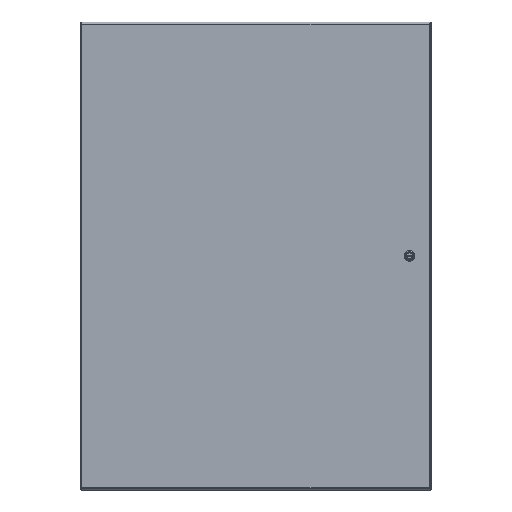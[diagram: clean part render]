
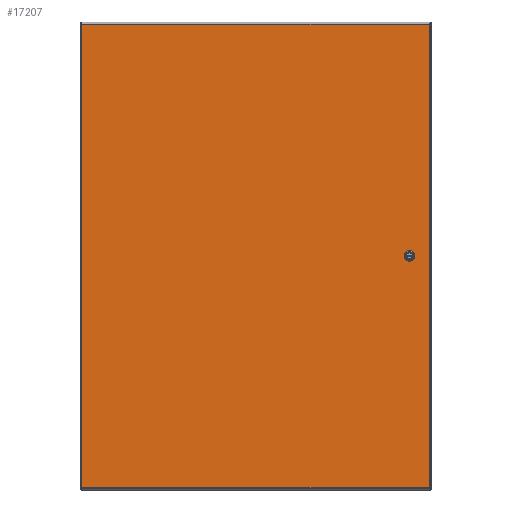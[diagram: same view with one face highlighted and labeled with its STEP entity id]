
A CAD part, top view. The second image highlights one B-rep face of the part: STEP entity #17207.
In plain terms, the highlighted face is planar.
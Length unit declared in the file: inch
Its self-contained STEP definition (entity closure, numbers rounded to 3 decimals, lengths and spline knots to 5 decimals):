
#1395=LINE('',#32414,#2709);
#1399=LINE('',#32426,#2713);
#1403=LINE('',#32438,#2717);
#1407=LINE('',#32448,#2721);
#1438=LINE('',#32519,#2752);
#1444=LINE('',#32601,#2758);
#1459=LINE('',#32701,#2773);
#1474=LINE('',#32800,#2788);
#2709=VECTOR('',#21776,0.42525);
#2713=VECTOR('',#21788,0.42525);
#2717=VECTOR('',#21800,0.42525);
#2721=VECTOR('',#21812,0.42525);
#2752=VECTOR('',#21875,47.5395);
#2758=VECTOR('',#21887,35.6645);
#2773=VECTOR('',#21916,47.5395);
#2788=VECTOR('',#21945,35.6645);
#3689=PLANE('',#18611);
#4138=FACE_BOUND('',#6035,.T.);
#4781=FACE_OUTER_BOUND('',#6034,.T.);
#6034=EDGE_LOOP('',(#13605,#13606,#13607,#13608));
#6035=EDGE_LOOP('',(#13609,#13610,#13611,#13612,#13613,#13614,#13615,#13616));
#7010=CIRCLE('',#18558,0.453);
#7012=CIRCLE('',#18562,0.453);
#7014=CIRCLE('',#18566,0.453);
#7016=CIRCLE('',#18570,0.453);
#8147=VERTEX_POINT('',#32405);
#8148=VERTEX_POINT('',#32407);
#8150=VERTEX_POINT('',#32413);
#8152=VERTEX_POINT('',#32419);
#8154=VERTEX_POINT('',#32425);
#8156=VERTEX_POINT('',#32431);
#8158=VERTEX_POINT('',#32437);
#8160=VERTEX_POINT('',#32443);
#8176=VERTEX_POINT('',#32510);
#8177=VERTEX_POINT('',#32518);
#8182=VERTEX_POINT('',#32593);
#8192=VERTEX_POINT('',#32693);
#10026=EDGE_CURVE('',#8148,#8147,#7010,.T.);
#10029=EDGE_CURVE('',#8150,#8148,#1395,.T.);
#10032=EDGE_CURVE('',#8152,#8150,#7012,.T.);
#10035=EDGE_CURVE('',#8154,#8152,#1399,.T.);
#10038=EDGE_CURVE('',#8156,#8154,#7014,.T.);
#10041=EDGE_CURVE('',#8158,#8156,#1403,.T.);
#10044=EDGE_CURVE('',#8160,#8158,#7016,.T.);
#10047=EDGE_CURVE('',#8147,#8160,#1407,.T.);
#10079=EDGE_CURVE('',#8177,#8176,#1438,.T.);
#10089=EDGE_CURVE('',#8176,#8182,#1444,.T.);
#10108=EDGE_CURVE('',#8182,#8192,#1459,.T.);
#10127=EDGE_CURVE('',#8192,#8177,#1474,.T.);
#13605=ORIENTED_EDGE('',*,*,#10079,.T.);
#13606=ORIENTED_EDGE('',*,*,#10089,.T.);
#13607=ORIENTED_EDGE('',*,*,#10108,.T.);
#13608=ORIENTED_EDGE('',*,*,#10127,.T.);
#13609=ORIENTED_EDGE('',*,*,#10026,.T.);
#13610=ORIENTED_EDGE('',*,*,#10047,.T.);
#13611=ORIENTED_EDGE('',*,*,#10044,.T.);
#13612=ORIENTED_EDGE('',*,*,#10041,.T.);
#13613=ORIENTED_EDGE('',*,*,#10038,.T.);
#13614=ORIENTED_EDGE('',*,*,#10035,.T.);
#13615=ORIENTED_EDGE('',*,*,#10032,.T.);
#13616=ORIENTED_EDGE('',*,*,#10029,.T.);
#17207=ADVANCED_FACE('',(#4781,#4138),#3689,.F.);
#18558=AXIS2_PLACEMENT_3D('',#32408,#21770,#21771);
#18562=AXIS2_PLACEMENT_3D('',#32420,#21782,#21783);
#18566=AXIS2_PLACEMENT_3D('',#32432,#21794,#21795);
#18570=AXIS2_PLACEMENT_3D('',#32444,#21806,#21807);
#18611=AXIS2_PLACEMENT_3D('',#32886,#21970,#21971);
#21770=DIRECTION('center_axis',(0.,0.,1.));
#21771=DIRECTION('ref_axis',(-0.469,-0.883,0.));
#21776=DIRECTION('',(0.,1.,0.));
#21782=DIRECTION('center_axis',(0.,0.,1.));
#21783=DIRECTION('ref_axis',(-0.883,0.469,0.));
#21788=DIRECTION('',(1.,0.,0.));
#21794=DIRECTION('center_axis',(0.,0.,1.));
#21795=DIRECTION('ref_axis',(0.469,0.883,0.));
#21800=DIRECTION('',(0.,-1.,0.));
#21806=DIRECTION('center_axis',(0.,0.,1.));
#21807=DIRECTION('ref_axis',(0.883,-0.469,0.));
#21812=DIRECTION('',(-1.,0.,0.));
#21875=DIRECTION('',(0.,-1.,0.));
#21887=DIRECTION('',(-1.,0.,0.));
#21916=DIRECTION('',(0.,1.,0.));
#21945=DIRECTION('',(1.,0.,0.));
#21970=DIRECTION('center_axis',(0.,0.,1.));
#21971=DIRECTION('ref_axis',(1.,0.,0.));
#32405=CARTESIAN_POINT('',(2.33762,24.275,0.));
#32407=CARTESIAN_POINT('',(2.525,24.08762,0.));
#32408=CARTESIAN_POINT('Origin',(2.125,23.875,0.));
#32413=CARTESIAN_POINT('',(2.525,23.66238,0.));
#32414=CARTESIAN_POINT('',(2.525,23.98131,0.));
#32419=CARTESIAN_POINT('',(2.33762,23.475,0.));
#32420=CARTESIAN_POINT('Origin',(2.125,23.875,0.));
#32425=CARTESIAN_POINT('',(1.91238,23.475,0.));
#32426=CARTESIAN_POINT('',(10.13756,23.475,0.));
#32431=CARTESIAN_POINT('',(1.725,23.66238,0.));
#32432=CARTESIAN_POINT('Origin',(2.125,23.875,0.));
#32437=CARTESIAN_POINT('',(1.725,24.08762,0.));
#32438=CARTESIAN_POINT('',(1.725,23.76869,0.));
#32443=CARTESIAN_POINT('',(1.91238,24.275,0.));
#32444=CARTESIAN_POINT('Origin',(2.125,23.875,0.));
#32448=CARTESIAN_POINT('',(9.92494,24.275,0.));
#32510=CARTESIAN_POINT('',(35.76975,0.10525,0.));
#32518=CARTESIAN_POINT('',(35.76975,47.64475,0.));
#32519=CARTESIAN_POINT('',(35.76975,35.75988,0.));
#32593=CARTESIAN_POINT('',(0.10525,0.10525,0.));
#32601=CARTESIAN_POINT('',(26.85363,0.10525,0.));
#32693=CARTESIAN_POINT('',(0.10525,47.64475,0.));
#32701=CARTESIAN_POINT('',(0.10525,11.99013,0.));
#32800=CARTESIAN_POINT('',(9.02137,47.64475,0.));
#32886=CARTESIAN_POINT('Origin',(17.9375,23.875,0.));
